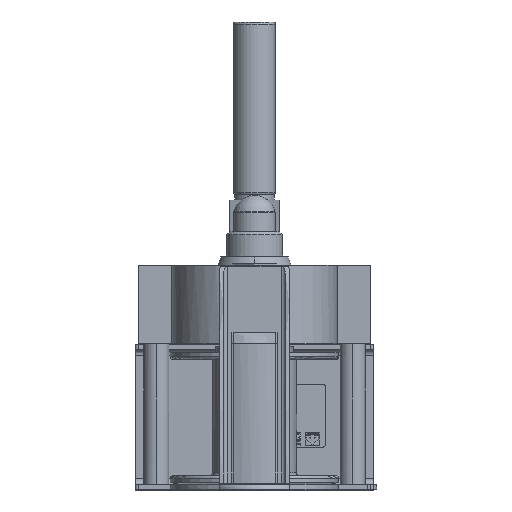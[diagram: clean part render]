
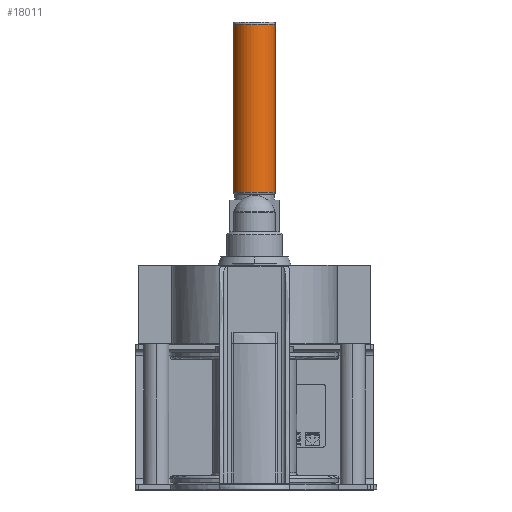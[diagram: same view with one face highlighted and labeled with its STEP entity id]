
A CAD part, top view. The second image highlights one B-rep face of the part: STEP entity #18011.
In plain terms, the highlighted cylindrical face has radius 15 mm (diameter 30 mm), a full revolution.
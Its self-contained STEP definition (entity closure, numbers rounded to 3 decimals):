
#18011=ADVANCED_FACE('',(#24331,#24332),#24333,.T.);
#24331=FACE_OUTER_BOUND('',#27612,.T.);
#24332=FACE_OUTER_BOUND('',#27613,.T.);
#24333=CYLINDRICAL_SURFACE('',#27614,15.);
#27612=EDGE_LOOP('',(#35579));
#27613=EDGE_LOOP('',(#35580));
#27614=AXIS2_PLACEMENT_3D('',#35581,#35582,#35583);
#35579=ORIENTED_EDGE('',*,*,#46563,.T.);
#35580=ORIENTED_EDGE('',*,*,#46587,.F.);
#35581=CARTESIAN_POINT('',(26.395,39.542,0.));
#35582=DIRECTION('',(-1.,0.,0.));
#35583=DIRECTION('',(0.,-1.,0.));
#46563=EDGE_CURVE('',#61989,#61989,#61990,.T.);
#46587=EDGE_CURVE('',#62033,#62033,#62034,.T.);
#61989=VERTEX_POINT('',#99661);
#61990=CIRCLE('',#99662,15.);
#62033=VERTEX_POINT('',#99758);
#62034=CIRCLE('',#99759,15.);
#99661=CARTESIAN_POINT('',(86.395,54.542,0.));
#99662=AXIS2_PLACEMENT_3D('',#119053,#119054,#119055);
#99758=CARTESIAN_POINT('',(-33.605,54.542,0.));
#99759=AXIS2_PLACEMENT_3D('',#119056,#119057,#119058);
#119053=CARTESIAN_POINT('',(86.395,39.542,0.));
#119054=DIRECTION('',(-1.,0.,0.));
#119055=DIRECTION('',(0.,1.,0.));
#119056=CARTESIAN_POINT('',(-33.605,39.542,0.));
#119057=DIRECTION('',(-1.,0.,0.));
#119058=DIRECTION('',(0.,1.,0.));
